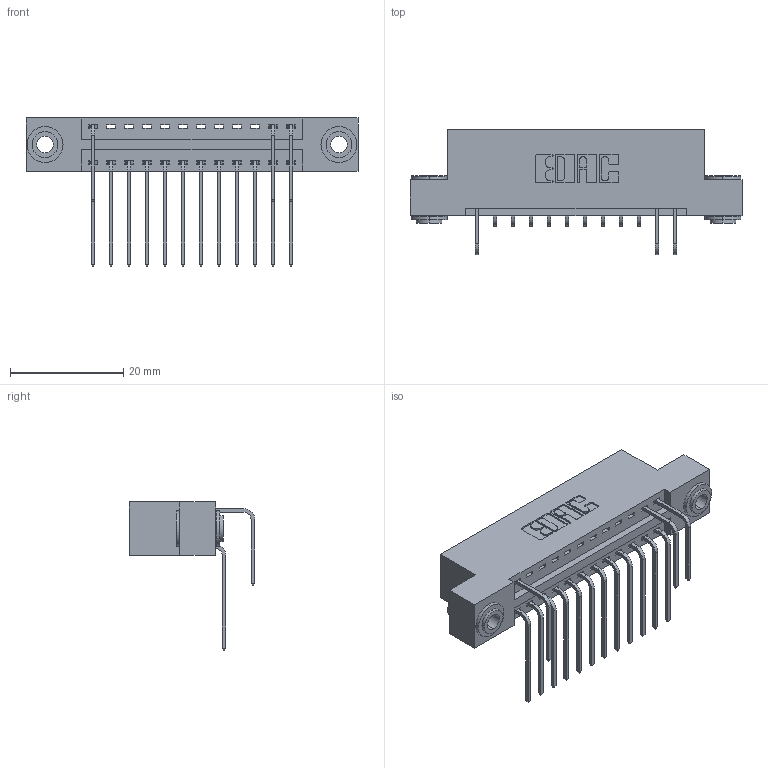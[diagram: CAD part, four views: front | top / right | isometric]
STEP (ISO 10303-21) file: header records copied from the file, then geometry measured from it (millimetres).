
FILE_DESCRIPTION (( 'STEP AP203' ), '1' );
FILE_NAME ('346-024-558-203.STEP', '2018-08-21T04:22:52', ( '' ), ( '' ), 'SwSTEP 2.0', 'SolidWorks 2016', '' );
FILE_SCHEMA (( 'CONFIG_CONTROL_DESIGN' ));
Length unit declared in the file: inch
Products named in the file (5): 345-250-002_345-250-002-102; 346-024-558-203; 346 Part_Flush Mounting Lugs - 0.156 Dia-TH; 345-292-001_558 559 Tail - 1; 345-292-001_558 Tail - 2
Assembly tree (18 placements, depth 2):
  346-024-558-203
    346 Part_Flush Mounting Lugs - 0.156 Dia-TH
    345-292-001_558 559 Tail - 1  x12
    345-292-001_558 Tail - 2  x3
    345-250-002_345-250-002-102  x2
Bounding box: 58.67 x 22.16 x 26.16 mm (x, y, z)
Volume: 5513.4 mm3; surface area: 7269.2 mm2
Topology: 18 solids, 18 shells, 1024 faces, 3009 edges, 1982 vertices
Faces by surface type: plane 686, cylinder 330, cone 8
Entity records: 14016 total; most frequent: CARTESIAN_POINT 2417, ORIENTED_EDGE 2302, DIRECTION 2175, EDGE_CURVE 1151, LINE 907, VECTOR 907, VERTEX_POINT 762, AXIS2_PLACEMENT_3D 634
